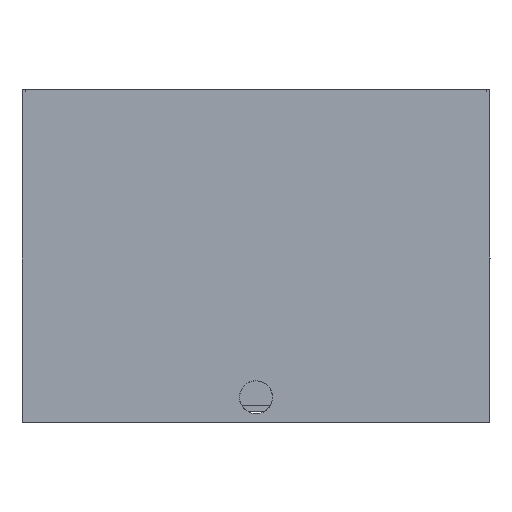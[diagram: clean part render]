
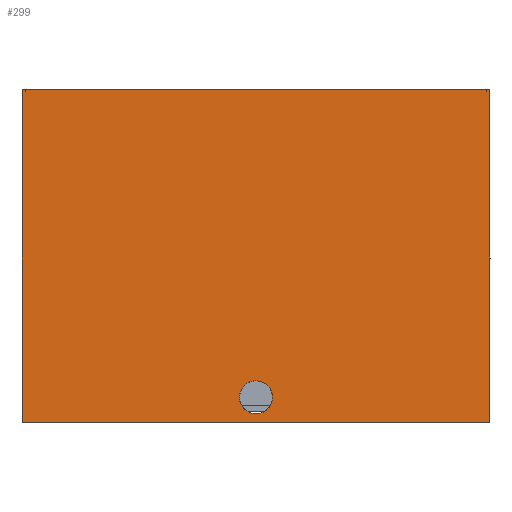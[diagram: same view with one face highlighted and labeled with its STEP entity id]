
A CAD part, front view. The second image highlights one B-rep face of the part: STEP entity #299.
In plain terms, the highlighted planar face has unit normal (0, -1, 0).
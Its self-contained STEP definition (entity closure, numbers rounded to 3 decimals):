
#26=FACE_BOUND('',#1050,.T.);
#299=ADVANCED_FACE('',(#668,#26),#6153,.T.);
#668=FACE_OUTER_BOUND('',#1049,.T.);
#1049=EDGE_LOOP('',(#2474,#2475,#2476,#2477));
#1050=EDGE_LOOP('',(#2478));
#2474=ORIENTED_EDGE('',*,*,#4112,.F.);
#2475=ORIENTED_EDGE('',*,*,#3801,.F.);
#2476=ORIENTED_EDGE('',*,*,#4115,.T.);
#2477=ORIENTED_EDGE('',*,*,#3802,.F.);
#2478=ORIENTED_EDGE('',*,*,#3800,.F.);
#3800=EDGE_CURVE('',#5400,#5400,#4993,.T.);
#3801=EDGE_CURVE('',#5387,#5389,#4994,.T.);
#3802=EDGE_CURVE('',#5726,#5727,#4995,.T.);
#4112=EDGE_CURVE('',#5389,#5726,#5266,.T.);
#4115=EDGE_CURVE('',#5387,#5727,#5268,.T.);
#4993=B_SPLINE_CURVE_WITH_KNOTS('',3,(#10482,#10483,#10484,#10485,#10486,
#10487,#10488,#10489,#10490,#10491,#10492,#10493,#10494,#10495,#10496,#10497,
#10498,#10499,#10500,#10501,#10502,#10503,#10504,#10505,#10506,#10507,#10508,
#10509,#10510),.UNSPECIFIED.,.T.,.F.,(4,2,2,3,2,2,3,2,2,3,2,2,4),(0.,2.406,
3.597,4.789,5.98,7.171,9.577,
11.983,13.174,14.366,15.557,16.748,
19.154),.UNSPECIFIED.);
#4994=B_SPLINE_CURVE_WITH_KNOTS('',3,(#10511,#10512,#10513,#10514),
 .UNSPECIFIED.,.F.,.F.,(4,4),(54.684,139.694),
 .UNSPECIFIED.);
#4995=B_SPLINE_CURVE_WITH_KNOTS('',1,(#10515,#10516),.UNSPECIFIED.,.F.,
 .F.,(2,2),(-84.988,0.),.UNSPECIFIED.);
#5266=B_SPLINE_CURVE_WITH_KNOTS('',3,(#11220,#11221,#11222,#11223,#11224,
#11225,#11226,#11227,#11228,#11229),.UNSPECIFIED.,.F.,.F.,(4,3,3,4),(99.761,
154.001,154.499,160.071),.UNSPECIFIED.);
#5268=B_SPLINE_CURVE_WITH_KNOTS('',3,(#11243,#11244,#11245,#11246,#11247,
#11248,#11249),.UNSPECIFIED.,.F.,.F.,(4,3,4),(-54.684,0.,
5.572),.UNSPECIFIED.);
#5387=VERTEX_POINT('',#8156);
#5389=VERTEX_POINT('',#8158);
#5400=VERTEX_POINT('',#8169);
#5726=VERTEX_POINT('',#8495);
#5727=VERTEX_POINT('',#8496);
#6153=PLANE('',#6603);
#6603=AXIS2_PLACEMENT_3D('',#7817,#7131,$);
#7131=DIRECTION('',(0.,-1.,0.));
#7817=CARTESIAN_POINT('',(-38.828,-52.007,-23.947));
#8156=CARTESIAN_POINT('',(46.996,-52.004,-23.333));
#8158=CARTESIAN_POINT('',(-37.979,-52.006,-23.333));
#8169=CARTESIAN_POINT('',(7.517,-52.005,-18.833));
#8495=CARTESIAN_POINT('',(-37.979,-52.006,36.978));
#8496=CARTESIAN_POINT('',(46.996,-52.004,36.978));
#10482=CARTESIAN_POINT('',(7.517,-52.005,-18.833));
#10483=CARTESIAN_POINT('',(7.517,-52.005,-18.037));
#10484=CARTESIAN_POINT('',(7.201,-52.005,-17.274));
#10485=CARTESIAN_POINT('',(6.36,-52.005,-16.433));
#10486=CARTESIAN_POINT('',(6.029,-52.005,-16.212));
#10487=CARTESIAN_POINT('',(5.301,-52.005,-15.911));
#10488=CARTESIAN_POINT('',(4.911,-52.005,-15.833));
#10489=CARTESIAN_POINT('',(4.517,-52.005,-15.833));
#10490=CARTESIAN_POINT('',(4.123,-52.005,-15.833));
#10491=CARTESIAN_POINT('',(3.733,-52.005,-15.911));
#10492=CARTESIAN_POINT('',(3.005,-52.005,-16.212));
#10493=CARTESIAN_POINT('',(2.675,-52.005,-16.433));
#10494=CARTESIAN_POINT('',(1.833,-52.005,-17.274));
#10495=CARTESIAN_POINT('',(1.517,-52.005,-18.037));
#10496=CARTESIAN_POINT('',(1.517,-52.005,-18.833));
#10497=CARTESIAN_POINT('',(1.517,-52.005,-19.629));
#10498=CARTESIAN_POINT('',(1.833,-52.005,-20.392));
#10499=CARTESIAN_POINT('',(2.675,-52.005,-21.233));
#10500=CARTESIAN_POINT('',(3.005,-52.005,-21.454));
#10501=CARTESIAN_POINT('',(3.733,-52.005,-21.755));
#10502=CARTESIAN_POINT('',(4.123,-52.005,-21.833));
#10503=CARTESIAN_POINT('',(4.517,-52.005,-21.833));
#10504=CARTESIAN_POINT('',(4.911,-52.005,-21.833));
#10505=CARTESIAN_POINT('',(5.301,-52.005,-21.755));
#10506=CARTESIAN_POINT('',(6.029,-52.005,-21.454));
#10507=CARTESIAN_POINT('',(6.36,-52.005,-21.233));
#10508=CARTESIAN_POINT('',(7.201,-52.005,-20.392));
#10509=CARTESIAN_POINT('',(7.517,-52.005,-19.629));
#10510=CARTESIAN_POINT('',(7.517,-52.005,-18.833));
#10511=CARTESIAN_POINT('',(46.996,-52.004,-23.333));
#10512=CARTESIAN_POINT('',(18.671,-52.005,-23.333));
#10513=CARTESIAN_POINT('',(-9.654,-52.006,-23.333));
#10514=CARTESIAN_POINT('',(-37.979,-52.006,-23.333));
#10515=CARTESIAN_POINT('',(-37.979,-52.006,36.978));
#10516=CARTESIAN_POINT('',(46.996,-52.004,36.978));
#11220=CARTESIAN_POINT('',(-37.979,-52.006,-23.333));
#11221=CARTESIAN_POINT('',(-37.979,-52.006,-5.253));
#11222=CARTESIAN_POINT('',(-37.979,-52.006,12.828));
#11223=CARTESIAN_POINT('',(-37.979,-52.006,30.908));
#11224=CARTESIAN_POINT('',(-37.979,-52.006,31.074));
#11225=CARTESIAN_POINT('',(-37.979,-52.006,31.24));
#11226=CARTESIAN_POINT('',(-37.979,-52.006,31.406));
#11227=CARTESIAN_POINT('',(-37.979,-52.006,33.263));
#11228=CARTESIAN_POINT('',(-37.979,-52.006,35.12));
#11229=CARTESIAN_POINT('',(-37.979,-52.006,36.978));
#11243=CARTESIAN_POINT('',(46.996,-52.004,-23.333));
#11244=CARTESIAN_POINT('',(46.996,-52.004,-5.087));
#11245=CARTESIAN_POINT('',(46.996,-52.004,13.16));
#11246=CARTESIAN_POINT('',(46.996,-52.004,31.406));
#11247=CARTESIAN_POINT('',(46.996,-52.004,33.263));
#11248=CARTESIAN_POINT('',(46.996,-52.004,35.121));
#11249=CARTESIAN_POINT('',(46.996,-52.004,36.978));
